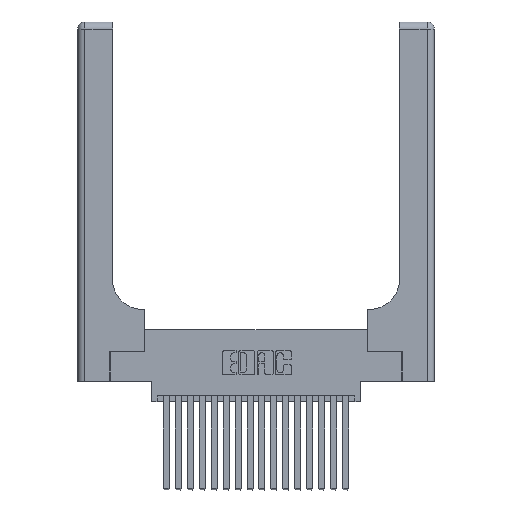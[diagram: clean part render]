
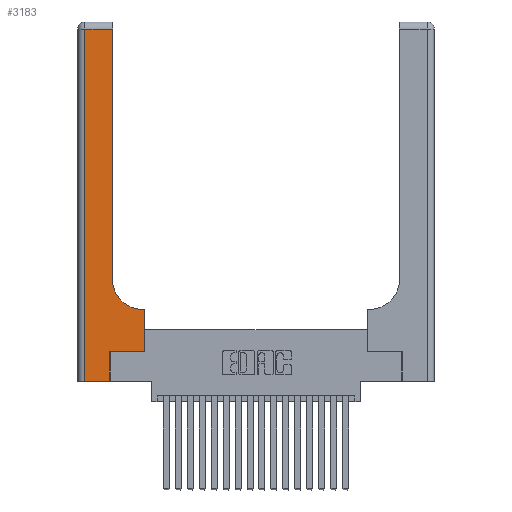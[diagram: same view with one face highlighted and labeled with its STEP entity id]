
A CAD part, top view. The second image highlights one B-rep face of the part: STEP entity #3183.
In plain terms, the highlighted planar face has unit normal (0, 0, 1).
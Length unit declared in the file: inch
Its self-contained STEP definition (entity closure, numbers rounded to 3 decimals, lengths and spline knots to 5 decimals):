
#120 = VERTEX_POINT ( 'NONE', #17274 ) ;
#500 = LINE ( 'NONE', #13311, #17024 ) ;
#591 = CARTESIAN_POINT ( 'NONE',  ( 0.2915, 0.6, 0.37 ) ) ;
#669 = DIRECTION ( 'NONE',  ( -1., 0., 0. ) ) ;
#1417 = VERTEX_POINT ( 'NONE', #9084 ) ;
#1920 = ORIENTED_EDGE ( 'NONE', *, *, #2542, .T. ) ;
#2542 = EDGE_CURVE ( 'NONE', #1417, #5370, #18170, .T. ) ;
#2882 = CARTESIAN_POINT ( 'NONE',  ( 0.5585, 0.25, 0.37 ) ) ;
#3039 = CARTESIAN_POINT ( 'NONE',  ( 0.269, 0., 0.37 ) ) ;
#3071 = CARTESIAN_POINT ( 'NONE',  ( 0.5585, 0.25, 0.37 ) ) ;
#3183 = ADVANCED_FACE ( 'NONE', ( #11243 ), #16651, .F. ) ;
#4043 = EDGE_CURVE ( 'NONE', #5370, #120, #8354, .T. ) ;
#4304 = CARTESIAN_POINT ( 'NONE',  ( 0., 0., 0.37 ) ) ;
#4769 = AXIS2_PLACEMENT_3D ( 'NONE', #16602, #15815, #15790 ) ;
#5370 = VERTEX_POINT ( 'NONE', #17777 ) ;
#5412 = ORIENTED_EDGE ( 'NONE', *, *, #4043, .T. ) ;
#6496 = CARTESIAN_POINT ( 'NONE',  ( 0.06, 2.94, 0.37 ) ) ;
#6597 = CARTESIAN_POINT ( 'NONE',  ( 0.2915, 2.94, 0.37 ) ) ;
#6795 = VECTOR ( 'NONE', #12454, 39.37008 ) ;
#7428 = CARTESIAN_POINT ( 'NONE',  ( 0.06, 3., 0.37 ) ) ;
#7741 = DIRECTION ( 'NONE',  ( 0., 0., -1. ) ) ;
#7962 = CARTESIAN_POINT ( 'NONE',  ( 0.269, 0.25, 0.37 ) ) ;
#8354 = CIRCLE ( 'NONE', #10656, 0.25 ) ;
#8519 = VECTOR ( 'NONE', #9173, 39.37008 ) ;
#9084 = CARTESIAN_POINT ( 'NONE',  ( 0.5585, 0.6, 0.37 ) ) ;
#9173 = DIRECTION ( 'NONE',  ( 0., 1., 0. ) ) ;
#9482 = VECTOR ( 'NONE', #669, 39.37008 ) ;
#9805 = LINE ( 'NONE', #3039, #13654 ) ;
#10162 = VECTOR ( 'NONE', #14267, 39.37008 ) ;
#10292 = EDGE_CURVE ( 'NONE', #16295, #16075, #19333, .T. ) ;
#10583 = ORIENTED_EDGE ( 'NONE', *, *, #18387, .T. ) ;
#10656 = AXIS2_PLACEMENT_3D ( 'NONE', #17614, #7741, #19202 ) ;
#11001 = EDGE_CURVE ( 'NONE', #12312, #1417, #18558, .T. ) ;
#11129 = VERTEX_POINT ( 'NONE', #6597 ) ;
#11136 = ORIENTED_EDGE ( 'NONE', *, *, #11001, .T. ) ;
#11243 = FACE_OUTER_BOUND ( 'NONE', #12173, .T. ) ;
#11804 = CARTESIAN_POINT ( 'NONE',  ( 0.269, 0.25, 0.37 ) ) ;
#12173 = EDGE_LOOP ( 'NONE', ( #19767, #10583, #13530, #19223, #17328, #21153, #11136, #1920, #5412 ) ) ;
#12312 = VERTEX_POINT ( 'NONE', #2882 ) ;
#12353 = EDGE_CURVE ( 'NONE', #13242, #12312, #18262, .T. ) ;
#12454 = DIRECTION ( 'NONE',  ( 0., -1., 0. ) ) ;
#13097 = EDGE_CURVE ( 'NONE', #16075, #13242, #9805, .T. ) ;
#13242 = VERTEX_POINT ( 'NONE', #11804 ) ;
#13311 = CARTESIAN_POINT ( 'NONE',  ( 0., 2.94, 0.37 ) ) ;
#13435 = VECTOR ( 'NONE', #20922, 39.37008 ) ;
#13439 = LINE ( 'NONE', #14057, #8519 ) ;
#13530 = ORIENTED_EDGE ( 'NONE', *, *, #15696, .T. ) ;
#13654 = VECTOR ( 'NONE', #14641, 39.37008 ) ;
#14057 = CARTESIAN_POINT ( 'NONE',  ( 0.2915, 3., 0.37 ) ) ;
#14267 = DIRECTION ( 'NONE',  ( 1., 0., 0. ) ) ;
#14641 = DIRECTION ( 'NONE',  ( 0., 1., 0. ) ) ;
#14767 = VECTOR ( 'NONE', #19464, 39.37008 ) ;
#14838 = VERTEX_POINT ( 'NONE', #6496 ) ;
#15620 = LINE ( 'NONE', #7428, #6795 ) ;
#15696 = EDGE_CURVE ( 'NONE', #14838, #16295, #15620, .T. ) ;
#15790 = DIRECTION ( 'NONE',  ( -1., 0., 0. ) ) ;
#15815 = DIRECTION ( 'NONE',  ( 0., 0., -1. ) ) ;
#16075 = VERTEX_POINT ( 'NONE', #20319 ) ;
#16295 = VERTEX_POINT ( 'NONE', #19214 ) ;
#16602 = CARTESIAN_POINT ( 'NONE',  ( 0., 3., 0.37 ) ) ;
#16651 = PLANE ( 'NONE',  #4769 ) ;
#17024 = VECTOR ( 'NONE', #19801, 39.37008 ) ;
#17274 = CARTESIAN_POINT ( 'NONE',  ( 0.2915, 0.85, 0.37 ) ) ;
#17328 = ORIENTED_EDGE ( 'NONE', *, *, #13097, .T. ) ;
#17614 = CARTESIAN_POINT ( 'NONE',  ( 0.5415, 0.85, 0.37 ) ) ;
#17777 = CARTESIAN_POINT ( 'NONE',  ( 0.5415, 0.6, 0.37 ) ) ;
#18170 = LINE ( 'NONE', #591, #9482 ) ;
#18262 = LINE ( 'NONE', #7962, #13435 ) ;
#18387 = EDGE_CURVE ( 'NONE', #11129, #14838, #500, .T. ) ;
#18558 = LINE ( 'NONE', #3071, #14767 ) ;
#19201 = EDGE_CURVE ( 'NONE', #120, #11129, #13439, .T. ) ;
#19202 = DIRECTION ( 'NONE',  ( 1., 0., 0. ) ) ;
#19214 = CARTESIAN_POINT ( 'NONE',  ( 0.06, 0., 0.37 ) ) ;
#19223 = ORIENTED_EDGE ( 'NONE', *, *, #10292, .T. ) ;
#19333 = LINE ( 'NONE', #4304, #10162 ) ;
#19464 = DIRECTION ( 'NONE',  ( 0., 1., 0. ) ) ;
#19767 = ORIENTED_EDGE ( 'NONE', *, *, #19201, .T. ) ;
#19801 = DIRECTION ( 'NONE',  ( -1., 0., 0. ) ) ;
#20319 = CARTESIAN_POINT ( 'NONE',  ( 0.269, 0., 0.37 ) ) ;
#20922 = DIRECTION ( 'NONE',  ( 1., 0., 0. ) ) ;
#21153 = ORIENTED_EDGE ( 'NONE', *, *, #12353, .T. ) ;
